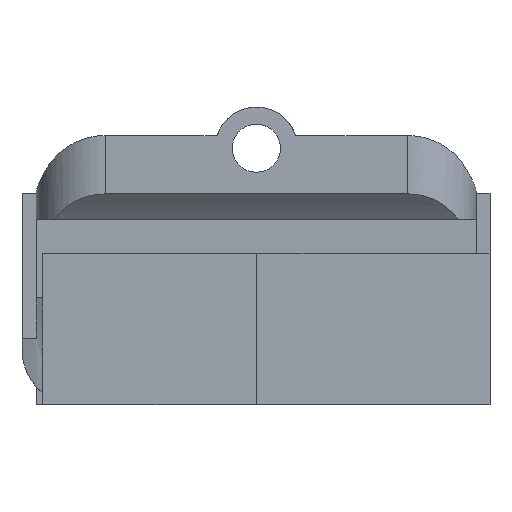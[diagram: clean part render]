
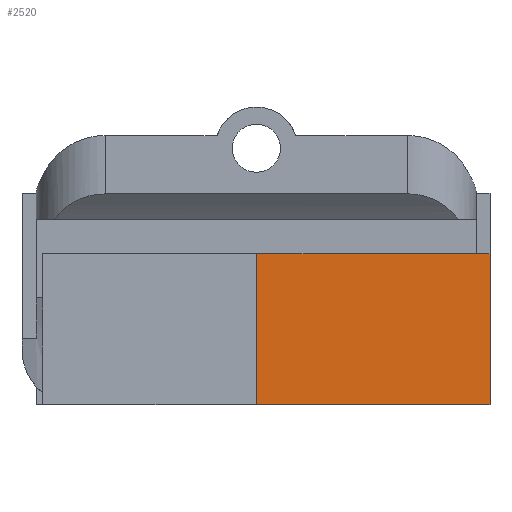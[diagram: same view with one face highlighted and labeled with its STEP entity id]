
A CAD part, left-side view. The second image highlights one B-rep face of the part: STEP entity #2520.
In plain terms, the highlighted planar face has unit normal (-1, 0, 0).
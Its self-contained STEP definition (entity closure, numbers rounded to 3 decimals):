
#112=CARTESIAN_POINT('',(24.92,30.,13.));
#113=VERTEX_POINT('',#112);
#114=CARTESIAN_POINT('',(24.92,30.,2.));
#115=VERTEX_POINT('',#114);
#116=CARTESIAN_POINT('',(24.92,30.,13.));
#117=DIRECTION('',(0.,0.,-1.));
#118=VECTOR('',#117,11.);
#119=LINE('',#116,#118);
#120=EDGE_CURVE('',#113,#115,#119,.T.);
#2072=CARTESIAN_POINT('',(24.92,13.,13.));
#2073=VERTEX_POINT('',#2072);
#2080=CARTESIAN_POINT('',(24.92,13.,2.));
#2081=VERTEX_POINT('',#2080);
#2082=CARTESIAN_POINT('',(24.92,13.,13.));
#2083=DIRECTION('',(0.,0.,-1.));
#2084=VECTOR('',#2083,11.);
#2085=LINE('',#2082,#2084);
#2086=EDGE_CURVE('',#2073,#2081,#2085,.T.);
#2157=CARTESIAN_POINT('',(24.92,30.,2.));
#2158=DIRECTION('',(-0.,-1.,-0.));
#2159=VECTOR('',#2158,17.);
#2160=LINE('',#2157,#2159);
#2161=EDGE_CURVE('',#115,#2081,#2160,.T.);
#2458=CARTESIAN_POINT('',(24.92,30.,13.));
#2459=DIRECTION('',(0.,-1.,0.));
#2460=VECTOR('',#2459,17.);
#2461=LINE('',#2458,#2460);
#2462=EDGE_CURVE('',#113,#2073,#2461,.T.);
#2509=CARTESIAN_POINT('',(24.92,21.5,13.));
#2510=DIRECTION('',(1.,0.,0.));
#2511=DIRECTION('',(0.,0.,-1.));
#2512=AXIS2_PLACEMENT_3D('',#2509,#2510,#2511);
#2513=PLANE('',#2512);
#2514=ORIENTED_EDGE('',*,*,#2161,.T.);
#2515=ORIENTED_EDGE('',*,*,#2086,.F.);
#2516=ORIENTED_EDGE('',*,*,#2462,.F.);
#2517=ORIENTED_EDGE('',*,*,#120,.T.);
#2518=EDGE_LOOP('',(#2514,#2515,#2516,#2517));
#2519=FACE_BOUND('',#2518,.T.);
#2520=ADVANCED_FACE('',(#2519),#2513,.F.);
